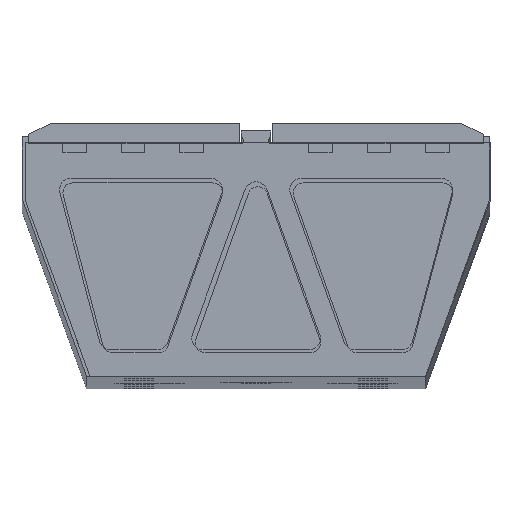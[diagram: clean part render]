
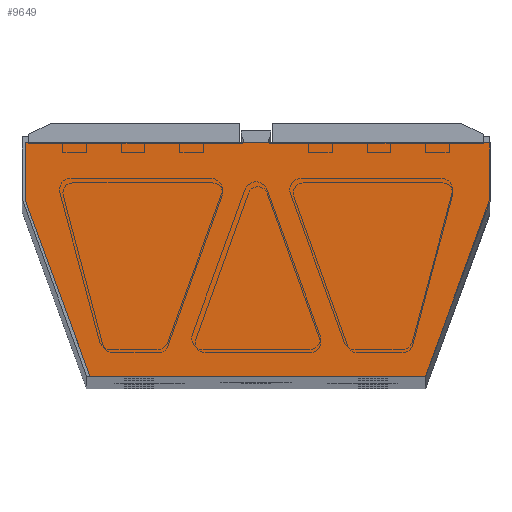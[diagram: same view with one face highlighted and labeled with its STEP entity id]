
A CAD part, top view. The second image highlights one B-rep face of the part: STEP entity #9649.
In plain terms, the highlighted planar face has unit normal (0, 0, 1).
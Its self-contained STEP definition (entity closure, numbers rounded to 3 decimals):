
#220 = CARTESIAN_POINT ( 'NONE',  ( 40., -2.266, 628. ) ) ;
#1179 = LINE ( 'NONE', #7290, #8974 ) ;
#1251 = DIRECTION ( 'NONE',  ( -1., 0., 0. ) ) ;
#1684 = DIRECTION ( 'NONE',  ( 0., -1., 0. ) ) ;
#2860 = LINE ( 'NONE', #18222, #15247 ) ;
#3003 = LINE ( 'NONE', #7395, #13749 ) ;
#3203 = ORIENTED_EDGE ( 'NONE', *, *, #12018, .F. ) ;
#3206 = EDGE_CURVE ( 'NONE', #9400, #7897, #2860, .T. ) ;
#3836 = CARTESIAN_POINT ( 'NONE',  ( -39.375, -12.366, 628. ) ) ;
#4448 = VERTEX_POINT ( 'NONE', #13210 ) ;
#4876 = VERTEX_POINT ( 'NONE', #3836 ) ;
#4913 = DIRECTION ( 'NONE',  ( -0.345, 0.939, 0. ) ) ;
#5386 = VERTEX_POINT ( 'NONE', #7815 ) ;
#5784 = EDGE_CURVE ( 'NONE', #5386, #9400, #16961, .T. ) ;
#5787 = DIRECTION ( 'NONE',  ( 0., 1., 0. ) ) ;
#6206 = CARTESIAN_POINT ( 'NONE',  ( 40., -12.366, 628. ) ) ;
#6421 = PLANE ( 'NONE',  #9359 ) ;
#6719 = CARTESIAN_POINT ( 'NONE',  ( -39.375, -42.266, 628. ) ) ;
#7244 = CARTESIAN_POINT ( 'NONE',  ( -28.375, -42.266, 628. ) ) ;
#7290 = CARTESIAN_POINT ( 'NONE',  ( -39.375, -2.266, 628. ) ) ;
#7395 = CARTESIAN_POINT ( 'NONE',  ( 40., -2.266, 628. ) ) ;
#7815 = CARTESIAN_POINT ( 'NONE',  ( 40., -12.366, 628. ) ) ;
#7897 = VERTEX_POINT ( 'NONE', #7244 ) ;
#7899 = CARTESIAN_POINT ( 'NONE',  ( -28.375, -42.266, 628. ) ) ;
#8974 = VECTOR ( 'NONE', #5787, 1000. ) ;
#9359 = AXIS2_PLACEMENT_3D ( 'NONE', #6719, #12849, #11033 ) ;
#9400 = VERTEX_POINT ( 'NONE', #17434 ) ;
#9402 = LINE ( 'NONE', #7899, #17244 ) ;
#9622 = FACE_OUTER_BOUND ( 'NONE', #17354, .T. ) ;
#9649 = ADVANCED_FACE ( 'NONE', ( #9622 ), #6421, .T. ) ;
#10309 = ORIENTED_EDGE ( 'NONE', *, *, #19562, .F. ) ;
#11033 = DIRECTION ( 'NONE',  ( 1., 0., 0. ) ) ;
#12018 = EDGE_CURVE ( 'NONE', #7897, #4876, #9402, .T. ) ;
#12849 = DIRECTION ( 'NONE',  ( 0., 0., 1. ) ) ;
#13181 = ORIENTED_EDGE ( 'NONE', *, *, #3206, .F. ) ;
#13210 = CARTESIAN_POINT ( 'NONE',  ( -39.375, -2.266, 628. ) ) ;
#13749 = VECTOR ( 'NONE', #1684, 1000. ) ;
#14522 = VECTOR ( 'NONE', #18307, 1000. ) ;
#14681 = VECTOR ( 'NONE', #18278, 1000. ) ;
#14869 = EDGE_CURVE ( 'NONE', #16580, #5386, #3003, .T. ) ;
#15247 = VECTOR ( 'NONE', #1251, 1000. ) ;
#15823 = ORIENTED_EDGE ( 'NONE', *, *, #5784, .F. ) ;
#15963 = EDGE_CURVE ( 'NONE', #4876, #4448, #1179, .T. ) ;
#16465 = ORIENTED_EDGE ( 'NONE', *, *, #14869, .F. ) ;
#16580 = VERTEX_POINT ( 'NONE', #18426 ) ;
#16961 = LINE ( 'NONE', #6206, #14681 ) ;
#17244 = VECTOR ( 'NONE', #4913, 1000. ) ;
#17354 = EDGE_LOOP ( 'NONE', ( #18681, #3203, #13181, #15823, #16465, #10309 ) ) ;
#17434 = CARTESIAN_POINT ( 'NONE',  ( 29., -42.266, 628. ) ) ;
#18222 = CARTESIAN_POINT ( 'NONE',  ( -28.375, -42.266, 628. ) ) ;
#18278 = DIRECTION ( 'NONE',  ( -0.345, -0.939, 0. ) ) ;
#18307 = DIRECTION ( 'NONE',  ( 1., 0., 0. ) ) ;
#18426 = CARTESIAN_POINT ( 'NONE',  ( 40., -2.266, 628. ) ) ;
#18681 = ORIENTED_EDGE ( 'NONE', *, *, #15963, .F. ) ;
#19408 = LINE ( 'NONE', #220, #14522 ) ;
#19562 = EDGE_CURVE ( 'NONE', #4448, #16580, #19408, .T. ) ;
